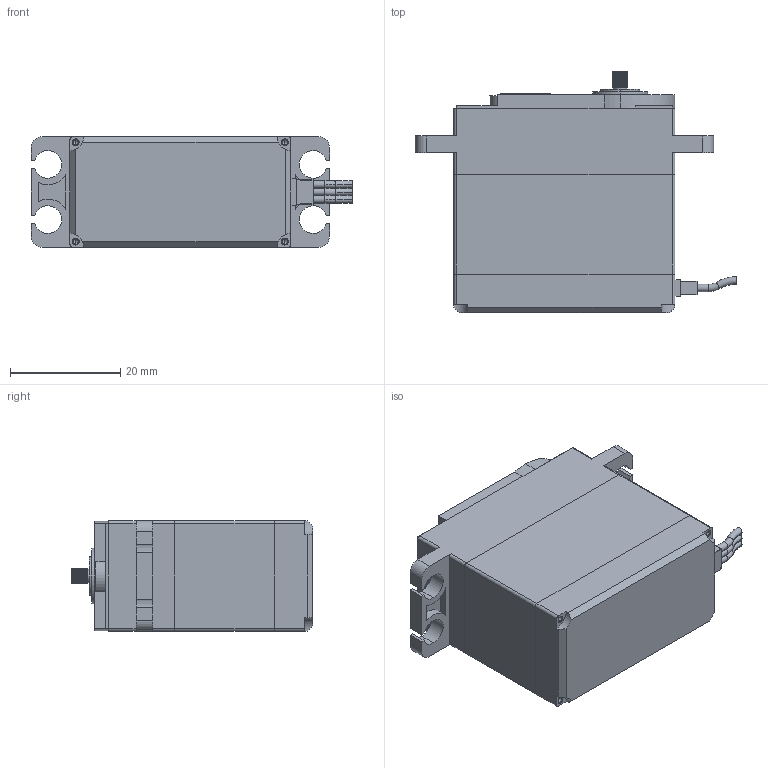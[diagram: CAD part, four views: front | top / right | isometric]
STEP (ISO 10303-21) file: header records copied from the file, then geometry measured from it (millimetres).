
FILE_DESCRIPTION (( 'STEP AP214' ), '1' );
FILE_NAME ('FT5335M Servo_Motor.STEP', '2022-11-02T14:50:40', ( '' ), ( '' ), 'SwSTEP 2.0', 'SolidWorks 2022', '' );
FILE_SCHEMA (( 'AUTOMOTIVE_DESIGN' ));
Length unit declared in the file: millimetre
Products named in the file (1): FT5335M Servo_Motor
Bounding box: 58.18 x 43.75 x 20 mm (x, y, z)
Volume: 31636.4 mm3; surface area: 7579.6 mm2
Topology: 1 solids, 2 shells, 324 faces, 866 edges, 555 vertices
Faces by surface type: plane 190, cylinder 97, torus 18, cone 16, bspline 3
Entity records: 14405 total; most frequent: CARTESIAN_POINT 3052, ORIENTED_EDGE 1716, DIRECTION 1644, EDGE_CURVE 858, VECTOR 610, LINE 610, VERTEX_POINT 555, AXIS2_PLACEMENT_3D 517
